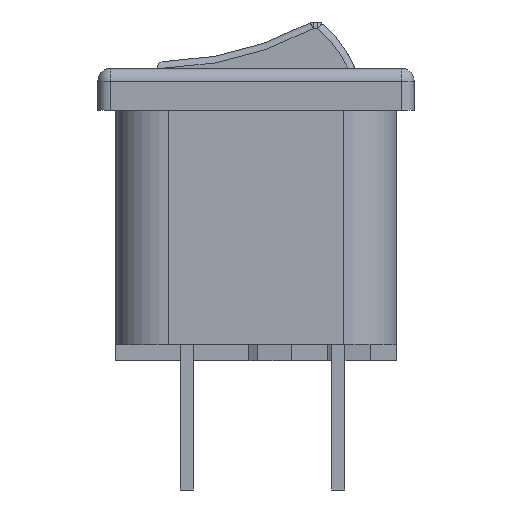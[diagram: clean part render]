
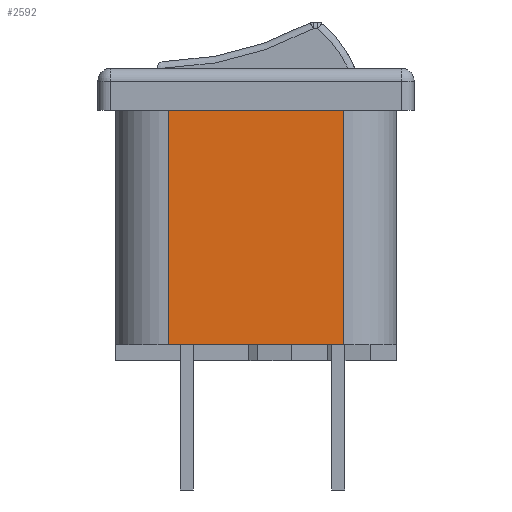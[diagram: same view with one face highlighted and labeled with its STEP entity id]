
A CAD part, left-side view. The second image highlights one B-rep face of the part: STEP entity #2592.
In plain terms, the highlighted planar face has unit normal (-1, 0, 0).
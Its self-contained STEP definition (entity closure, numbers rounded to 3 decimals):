
#194=PLANE('',#2806);
#465=LINE('',#4254,#744);
#470=LINE('',#4268,#749);
#472=LINE('',#4274,#751);
#473=LINE('',#4275,#752);
#744=VECTOR('',#3481,13.3);
#749=VECTOR('',#3496,17.8);
#751=VECTOR('',#3502,17.8);
#752=VECTOR('',#3503,13.3);
#941=FACE_OUTER_BOUND('',#1104,.T.);
#1104=EDGE_LOOP('',(#2401,#2402,#2403,#2404));
#1385=VERTEX_POINT('',#4251);
#1386=VERTEX_POINT('',#4253);
#1390=VERTEX_POINT('',#4267);
#1392=VERTEX_POINT('',#4273);
#1726=EDGE_CURVE('',#1386,#1385,#465,.T.);
#1733=EDGE_CURVE('',#1386,#1390,#470,.T.);
#1736=EDGE_CURVE('',#1392,#1385,#472,.T.);
#1737=EDGE_CURVE('',#1390,#1392,#473,.T.);
#2401=ORIENTED_EDGE('',*,*,#1733,.F.);
#2402=ORIENTED_EDGE('',*,*,#1726,.T.);
#2403=ORIENTED_EDGE('',*,*,#1736,.F.);
#2404=ORIENTED_EDGE('',*,*,#1737,.F.);
#2592=ADVANCED_FACE('',(#941),#194,.T.);
#2806=AXIS2_PLACEMENT_3D('',#4272,#3500,#3501);
#3481=DIRECTION('',(0.,-1.,0.));
#3496=DIRECTION('',(0.,0.,1.));
#3500=DIRECTION('center_axis',(-1.,0.,0.));
#3501=DIRECTION('ref_axis',(0.,0.,1.));
#3502=DIRECTION('',(0.,0.,-1.));
#3503=DIRECTION('',(0.,-1.,0.));
#4251=CARTESIAN_POINT('',(-27.45,-6.65,-17.8));
#4253=CARTESIAN_POINT('',(-27.45,6.65,-17.8));
#4254=CARTESIAN_POINT('',(-27.45,10.65,-17.8));
#4267=CARTESIAN_POINT('',(-27.45,6.65,0.));
#4268=CARTESIAN_POINT('',(-27.45,6.65,0.));
#4272=CARTESIAN_POINT('Origin',(-27.45,10.65,0.));
#4273=CARTESIAN_POINT('',(-27.45,-6.65,0.));
#4274=CARTESIAN_POINT('',(-27.45,-6.65,0.));
#4275=CARTESIAN_POINT('',(-27.45,5.325,0.));
